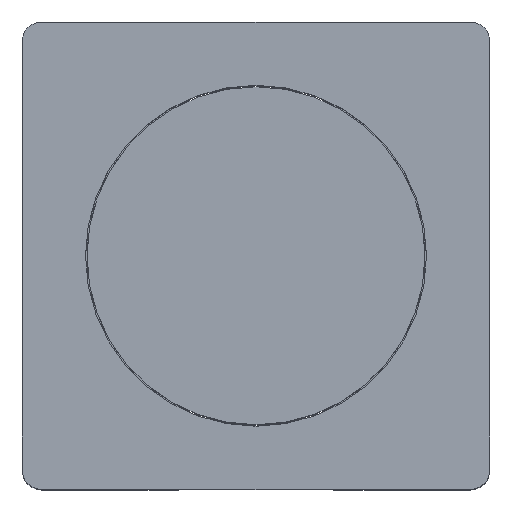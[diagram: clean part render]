
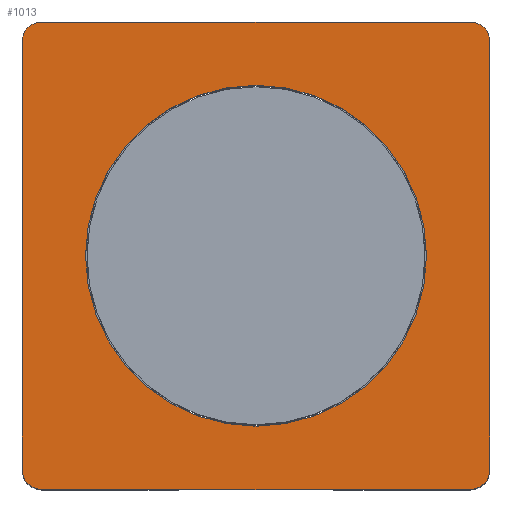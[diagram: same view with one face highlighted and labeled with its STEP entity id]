
A CAD part, top view. The second image highlights one B-rep face of the part: STEP entity #1013.
In plain terms, the highlighted planar face has unit normal (0, 0, 1).
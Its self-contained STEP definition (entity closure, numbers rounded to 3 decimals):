
#657=CARTESIAN_POINT('',(1.75,0.,2.8));
#658=VERTEX_POINT('',#657);
#667=CARTESIAN_POINT('',(-1.75,0.,2.8));
#668=VERTEX_POINT('',#667);
#669=CARTESIAN_POINT('',(0.,0.,2.8));
#670=DIRECTION('',(0.0,0.0,-1.0));
#671=DIRECTION('',(1.0,0.0,0.0));
#672=AXIS2_PLACEMENT_3D('',#669,#670,#671);
#673=CIRCLE('',#672,1.75);
#674=EDGE_CURVE('',#668,#658,#673,.T.);
#708=CARTESIAN_POINT('',(0.,0.,2.8));
#709=DIRECTION('',(0.0,0.0,-1.0));
#710=DIRECTION('',(1.0,0.0,0.0));
#711=AXIS2_PLACEMENT_3D('',#708,#709,#710);
#712=CIRCLE('',#711,1.75);
#713=EDGE_CURVE('',#658,#668,#712,.T.);
#723=CARTESIAN_POINT('',(2.4,-2.2,2.8));
#724=VERTEX_POINT('',#723);
#725=CARTESIAN_POINT('',(2.2,-2.4,2.8));
#726=VERTEX_POINT('',#725);
#727=CARTESIAN_POINT('',(2.2,-2.2,2.8));
#728=DIRECTION('',(0.0,0.0,-1.));
#729=DIRECTION('',(0.707,-0.707,0.0));
#730=AXIS2_PLACEMENT_3D('',#727,#728,#729);
#731=CIRCLE('',#730,0.2);
#732=EDGE_CURVE('',#724,#726,#731,.T.);
#765=CARTESIAN_POINT('',(-2.2,-2.4,2.8));
#766=VERTEX_POINT('',#765);
#767=CARTESIAN_POINT('',(2.2,-2.4,2.8));
#768=DIRECTION('',(-1.0,0.0,0.0));
#769=VECTOR('',#768,4.4);
#770=LINE('',#767,#769);
#771=EDGE_CURVE('',#726,#766,#770,.T.);
#796=CARTESIAN_POINT('',(-2.4,-2.2,2.8));
#797=VERTEX_POINT('',#796);
#798=CARTESIAN_POINT('',(-2.2,-2.2,2.8));
#799=DIRECTION('',(0.0,0.0,-1.0));
#800=DIRECTION('',(-0.707,-0.707,0.0));
#801=AXIS2_PLACEMENT_3D('',#798,#799,#800);
#802=CIRCLE('',#801,0.2);
#803=EDGE_CURVE('',#766,#797,#802,.T.);
#829=CARTESIAN_POINT('',(-2.4,2.2,2.8));
#830=VERTEX_POINT('',#829);
#831=CARTESIAN_POINT('',(-2.4,-2.2,2.8));
#832=DIRECTION('',(0.0,1.0,0.0));
#833=VECTOR('',#832,4.4);
#834=LINE('',#831,#833);
#835=EDGE_CURVE('',#797,#830,#834,.T.);
#860=CARTESIAN_POINT('',(-2.2,2.4,2.8));
#861=VERTEX_POINT('',#860);
#862=CARTESIAN_POINT('',(-2.2,2.2,2.8));
#863=DIRECTION('',(0.0,0.0,-1.0));
#864=DIRECTION('',(-0.707,0.707,0.0));
#865=AXIS2_PLACEMENT_3D('',#862,#863,#864);
#866=CIRCLE('',#865,0.2);
#867=EDGE_CURVE('',#830,#861,#866,.T.);
#893=CARTESIAN_POINT('',(2.2,2.4,2.8));
#894=VERTEX_POINT('',#893);
#895=CARTESIAN_POINT('',(-2.2,2.4,2.8));
#896=DIRECTION('',(1.0,0.0,0.0));
#897=VECTOR('',#896,4.4);
#898=LINE('',#895,#897);
#899=EDGE_CURVE('',#861,#894,#898,.T.);
#924=CARTESIAN_POINT('',(2.4,2.2,2.8));
#925=VERTEX_POINT('',#924);
#926=CARTESIAN_POINT('',(2.2,2.2,2.8));
#927=DIRECTION('',(0.0,0.0,-1.));
#928=DIRECTION('',(0.707,0.707,0.0));
#929=AXIS2_PLACEMENT_3D('',#926,#927,#928);
#930=CIRCLE('',#929,0.2);
#931=EDGE_CURVE('',#894,#925,#930,.T.);
#957=CARTESIAN_POINT('',(2.4,2.2,2.8));
#958=DIRECTION('',(0.0,-1.0,0.0));
#959=VECTOR('',#958,4.4);
#960=LINE('',#957,#959);
#961=EDGE_CURVE('',#925,#724,#960,.T.);
#994=CARTESIAN_POINT('',(0.,0.,2.8));
#995=DIRECTION('',(0.0,0.0,1.0));
#996=DIRECTION('',(1.0,0.0,0.0));
#997=AXIS2_PLACEMENT_3D('',#994,#995,#996);
#998=PLANE('',#997);
#999=ORIENTED_EDGE('',*,*,#732,.F.);
#1000=ORIENTED_EDGE('',*,*,#961,.F.);
#1001=ORIENTED_EDGE('',*,*,#931,.F.);
#1002=ORIENTED_EDGE('',*,*,#899,.F.);
#1003=ORIENTED_EDGE('',*,*,#867,.F.);
#1004=ORIENTED_EDGE('',*,*,#835,.F.);
#1005=ORIENTED_EDGE('',*,*,#803,.F.);
#1006=ORIENTED_EDGE('',*,*,#771,.F.);
#1007=EDGE_LOOP('',(#999,#1000,#1001,#1002,#1003,#1004,#1005,#1006));
#1008=FACE_OUTER_BOUND('',#1007,.T.);
#1009=ORIENTED_EDGE('',*,*,#713,.T.);
#1010=ORIENTED_EDGE('',*,*,#674,.T.);
#1011=EDGE_LOOP('',(#1009,#1010));
#1012=FACE_BOUND('',#1011,.T.);
#1013=ADVANCED_FACE('',(#1008,#1012),#998,.T.);
